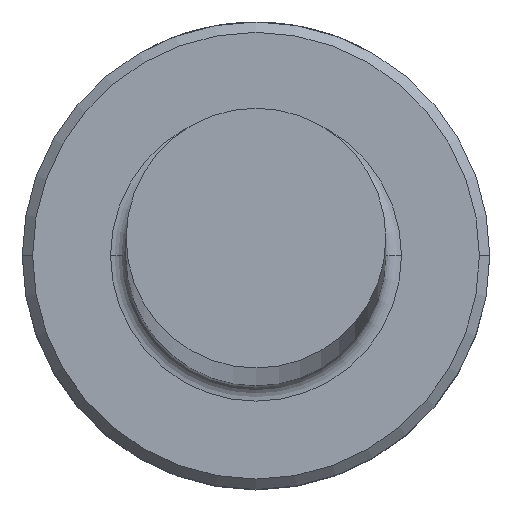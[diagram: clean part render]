
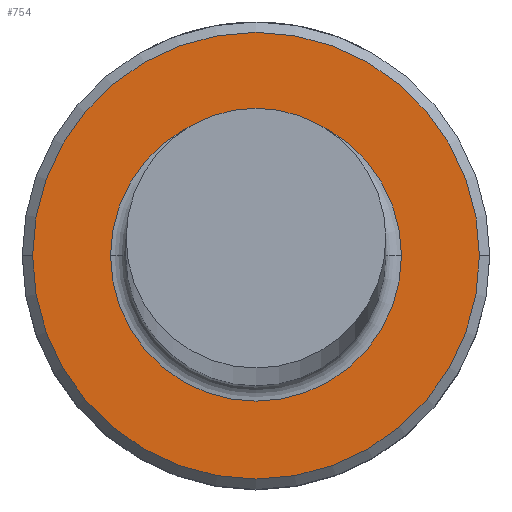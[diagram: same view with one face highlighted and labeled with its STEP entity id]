
A CAD part, top view. The second image highlights one B-rep face of the part: STEP entity #754.
In plain terms, the highlighted planar face has unit normal (0, 0, 1).
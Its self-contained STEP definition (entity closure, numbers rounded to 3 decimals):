
#27 = DIRECTION ( 'NONE',  ( 1., 0., 0. ) ) ;
#55 = CARTESIAN_POINT ( 'NONE',  ( 0., 0., 6. ) ) ;
#70 = VERTEX_POINT ( 'NONE', #1063 ) ;
#92 = FACE_OUTER_BOUND ( 'NONE', #884, .T. ) ;
#103 = VERTEX_POINT ( 'NONE', #969 ) ;
#192 = AXIS2_PLACEMENT_3D ( 'NONE', #55, #427, #721 ) ;
#277 = AXIS2_PLACEMENT_3D ( 'NONE', #479, #462, #453 ) ;
#286 = FACE_BOUND ( 'NONE', #692, .T. ) ;
#324 = CIRCLE ( 'NONE', #414, 4.3 ) ;
#414 = AXIS2_PLACEMENT_3D ( 'NONE', #1092, #1024, #1016 ) ;
#427 = DIRECTION ( 'NONE',  ( 0., 0., 1. ) ) ;
#447 = CARTESIAN_POINT ( 'NONE',  ( 4.3, 0., 6. ) ) ;
#453 = DIRECTION ( 'NONE',  ( -1., 0., 0. ) ) ;
#455 = EDGE_CURVE ( 'NONE', #70, #103, #868, .T. ) ;
#462 = DIRECTION ( 'NONE',  ( 0., 0., -1. ) ) ;
#479 = CARTESIAN_POINT ( 'NONE',  ( 0., 0., 6. ) ) ;
#499 = CIRCLE ( 'NONE', #192, 4.3 ) ;
#503 = CIRCLE ( 'NONE', #673, 2.8 ) ;
#505 = CARTESIAN_POINT ( 'NONE',  ( 0., 0., 6. ) ) ;
#526 = EDGE_CURVE ( 'NONE', #1079, #1020, #324, .T. ) ;
#587 = DIRECTION ( 'NONE',  ( 0., 0., 1. ) ) ;
#588 = DIRECTION ( 'NONE',  ( -1., 0., 0. ) ) ;
#613 = AXIS2_PLACEMENT_3D ( 'NONE', #1111, #587, #27 ) ;
#641 = ORIENTED_EDGE ( 'NONE', *, *, #667, .T. ) ;
#667 = EDGE_CURVE ( 'NONE', #1020, #1079, #499, .T. ) ;
#673 = AXIS2_PLACEMENT_3D ( 'NONE', #505, #1114, #588 ) ;
#692 = EDGE_LOOP ( 'NONE', ( #849, #1130 ) ) ;
#721 = DIRECTION ( 'NONE',  ( 1., 0., 0. ) ) ;
#754 = ADVANCED_FACE ( 'NONE', ( #92, #286 ), #1112, .T. ) ;
#764 = EDGE_CURVE ( 'NONE', #103, #70, #503, .T. ) ;
#805 = CARTESIAN_POINT ( 'NONE',  ( -4.3, 0., 6. ) ) ;
#849 = ORIENTED_EDGE ( 'NONE', *, *, #764, .T. ) ;
#868 = CIRCLE ( 'NONE', #277, 2.8 ) ;
#884 = EDGE_LOOP ( 'NONE', ( #1042, #641 ) ) ;
#969 = CARTESIAN_POINT ( 'NONE',  ( -2.8, 0., 6. ) ) ;
#1016 = DIRECTION ( 'NONE',  ( 1., 0., 0. ) ) ;
#1020 = VERTEX_POINT ( 'NONE', #447 ) ;
#1024 = DIRECTION ( 'NONE',  ( 0., 0., 1. ) ) ;
#1042 = ORIENTED_EDGE ( 'NONE', *, *, #526, .T. ) ;
#1063 = CARTESIAN_POINT ( 'NONE',  ( 2.8, 0., 6. ) ) ;
#1079 = VERTEX_POINT ( 'NONE', #805 ) ;
#1092 = CARTESIAN_POINT ( 'NONE',  ( 0., 0., 6. ) ) ;
#1111 = CARTESIAN_POINT ( 'NONE',  ( 0., 0., 6. ) ) ;
#1112 = PLANE ( 'NONE',  #613 ) ;
#1114 = DIRECTION ( 'NONE',  ( 0., 0., -1. ) ) ;
#1130 = ORIENTED_EDGE ( 'NONE', *, *, #455, .T. ) ;
